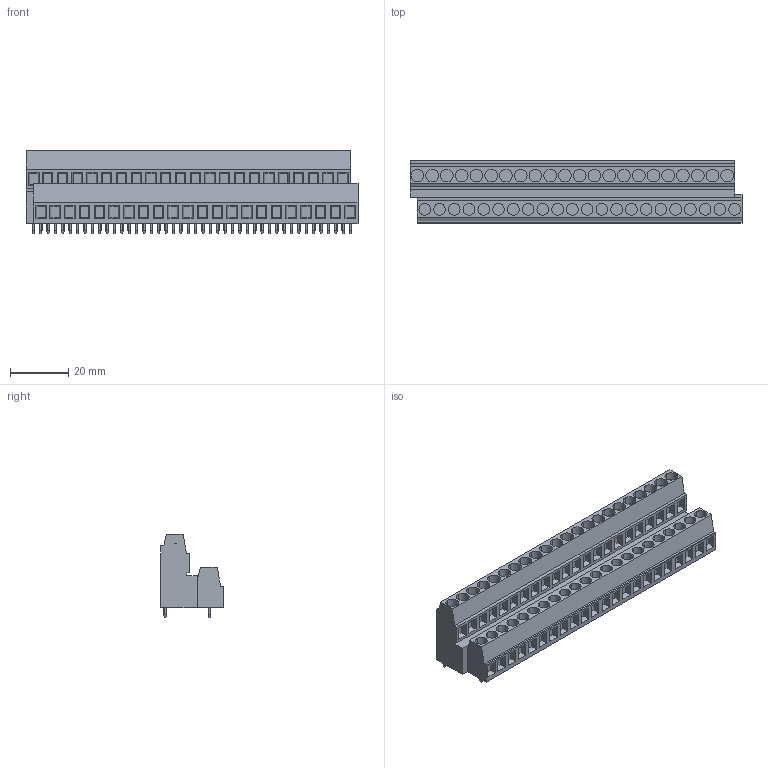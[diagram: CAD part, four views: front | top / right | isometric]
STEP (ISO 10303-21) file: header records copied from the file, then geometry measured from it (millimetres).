
FILE_DESCRIPTION(('CATIA V5 STEP Exchange','CAx-IF Rec.Pracs.--- Model Styling and Organization---1.2---2011-12-15'),'2;1');
FILE_NAME ('D1455718_0_1769050000_1769050000.stp','2018-09-07T07:36:36+00:00',('none'),('Weidmueller'),'CATIA Version 5-6 Release 2014','CATIA V5 STEP AP214','none');
FILE_SCHEMA(('AUTOMOTIVE_DESIGN { 1 0 10303 214 1 1 1 1 }'));
Length unit declared in the file: millimetre
Products named in the file (1): 1769050000
Bounding box: 114.3 x 21.6 x 28.7 mm (x, y, z)
Volume: 38919.7 mm3; surface area: 15357.8 mm2
Topology: 45 solids, 45 shells, 992 faces, 2442 edges, 1628 vertices
Faces by surface type: plane 903, cylinder 89
Entity records: 26708 total; most frequent: CARTESIAN_POINT 5204, ORIENTED_EDGE 4884, DIRECTION 3394, EDGE_CURVE 2442, VECTOR 1826, LINE 1826, VERTEX_POINT 1628, EDGE_LOOP 1080
